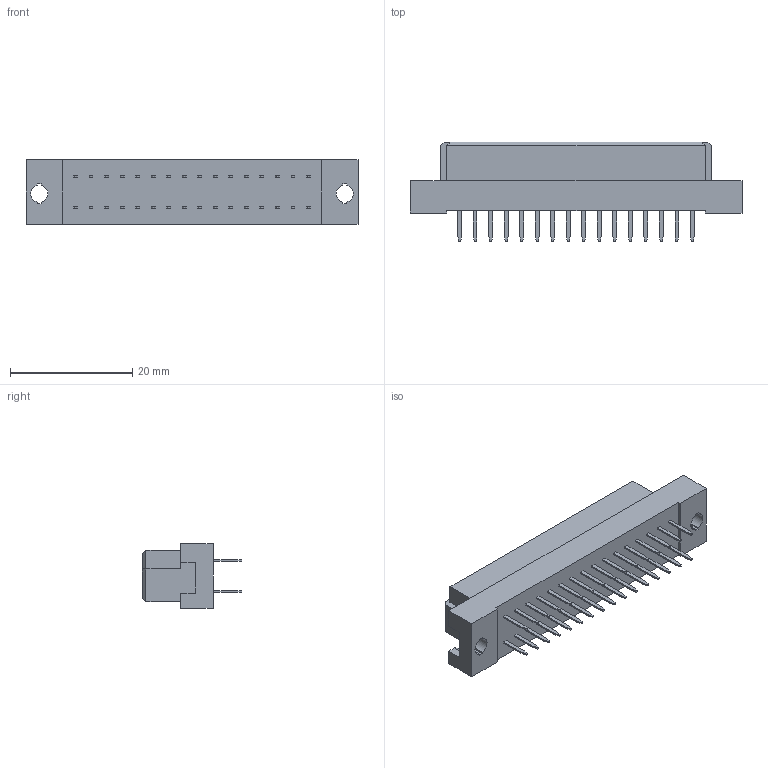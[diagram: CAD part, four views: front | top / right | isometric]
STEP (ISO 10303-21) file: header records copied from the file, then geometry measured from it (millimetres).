
FILE_DESCRIPTION (( 'STEP AP214' ), '1' );
FILE_NAME ('86094328314755V1LF.STEP', '2022-04-11T06:18:17', ( '' ), ( '' ), 'SwSTEP 2.0', 'SolidWorks 2017', '' );
FILE_SCHEMA (( 'AUTOMOTIVE_DESIGN' ));
Length unit declared in the file: millimetre
Products named in the file (1): 86094328314755V1LF
Bounding box: 54.36 x 16.3 x 10.6 mm (x, y, z)
Volume: 5019.9 mm3; surface area: 2849.8 mm2
Topology: 33 solids, 33 shells, 620 faces, 1514 edges, 1008 vertices
Faces by surface type: plane 552, cylinder 68
Entity records: 18272 total; most frequent: CARTESIAN_POINT 3143, ORIENTED_EDGE 3028, DIRECTION 2892, EDGE_CURVE 1514, VECTOR 1378, LINE 1378, VERTEX_POINT 1008, AXIS2_PLACEMENT_3D 757
